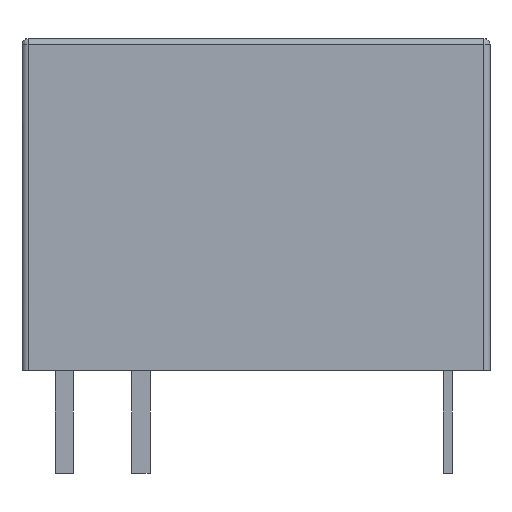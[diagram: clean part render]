
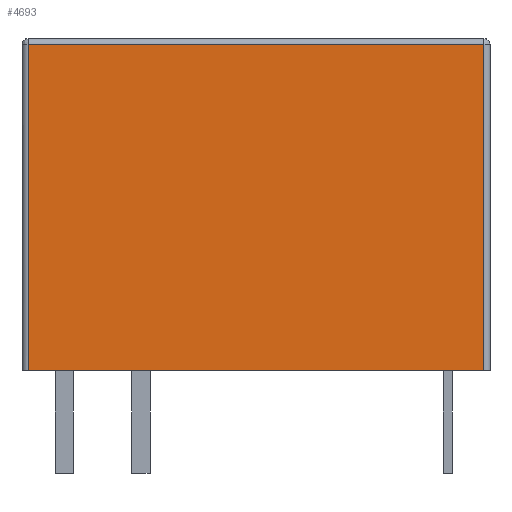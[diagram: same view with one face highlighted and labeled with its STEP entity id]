
A CAD part, front view. The second image highlights one B-rep face of the part: STEP entity #4693.
In plain terms, the highlighted planar face has unit normal (0, -1, 0).
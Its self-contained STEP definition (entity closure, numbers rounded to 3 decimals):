
#11 = DIRECTION ( 'NONE',  ( 0., 0., 1. ) ) ;
#26 = CARTESIAN_POINT ( 'NONE',  ( 7.55, -5.25, 0. ) ) ;
#219 = CARTESIAN_POINT ( 'NONE',  ( -7.55, -5.25, 0. ) ) ;
#287 = CARTESIAN_POINT ( 'NONE',  ( -7.55, -5.25, -0.2 ) ) ;
#317 = LINE ( 'NONE', #26, #2462 ) ;
#357 = CARTESIAN_POINT ( 'NONE',  ( -7.55, -5.25, -11. ) ) ;
#417 = DIRECTION ( 'NONE',  ( 0., 0., -1. ) ) ;
#436 = LINE ( 'NONE', #219, #2499 ) ;
#454 = CARTESIAN_POINT ( 'NONE',  ( 7.55, -5.25, -11. ) ) ;
#1435 = VERTEX_POINT ( 'NONE', #4363 ) ;
#1824 = DIRECTION ( 'NONE',  ( 1., 0., 0. ) ) ;
#1825 = CARTESIAN_POINT ( 'NONE',  ( 0., -5.25, -11. ) ) ;
#1903 = LINE ( 'NONE', #1825, #3063 ) ;
#1963 = ORIENTED_EDGE ( 'NONE', *, *, #5012, .T. ) ;
#1981 = ORIENTED_EDGE ( 'NONE', *, *, #3894, .T. ) ;
#2387 = DIRECTION ( 'NONE',  ( 0., -1., 0. ) ) ;
#2405 = DIRECTION ( 'NONE',  ( 0., 0., -1. ) ) ;
#2414 = CARTESIAN_POINT ( 'NONE',  ( -7.75, -5.25, 0. ) ) ;
#2432 = FACE_OUTER_BOUND ( 'NONE', #4191, .T. ) ;
#2462 = VECTOR ( 'NONE', #11, 1000. ) ;
#2499 = VECTOR ( 'NONE', #417, 1000. ) ;
#2500 = PLANE ( 'NONE',  #2680 ) ;
#2680 = AXIS2_PLACEMENT_3D ( 'NONE', #2414, #2387, #2405 ) ;
#3013 = VECTOR ( 'NONE', #3456, 1000. ) ;
#3063 = VECTOR ( 'NONE', #1824, 1000. ) ;
#3456 = DIRECTION ( 'NONE',  ( -1., 0., 0. ) ) ;
#3469 = LINE ( 'NONE', #3495, #3013 ) ;
#3495 = CARTESIAN_POINT ( 'NONE',  ( -7.75, -5.25, -0.2 ) ) ;
#3644 = VERTEX_POINT ( 'NONE', #454 ) ;
#3669 = VERTEX_POINT ( 'NONE', #287 ) ;
#3697 = VERTEX_POINT ( 'NONE', #357 ) ;
#3798 = ORIENTED_EDGE ( 'NONE', *, *, #4824, .T. ) ;
#3807 = ORIENTED_EDGE ( 'NONE', *, *, #4794, .T. ) ;
#3894 = EDGE_CURVE ( 'NONE', #3669, #3697, #436, .T. ) ;
#4191 = EDGE_LOOP ( 'NONE', ( #1981, #3798, #3807, #1963 ) ) ;
#4363 = CARTESIAN_POINT ( 'NONE',  ( 7.55, -5.25, -0.2 ) ) ;
#4693 = ADVANCED_FACE ( 'NONE', ( #2432 ), #2500, .T. ) ;
#4794 = EDGE_CURVE ( 'NONE', #3644, #1435, #317, .T. ) ;
#4824 = EDGE_CURVE ( 'NONE', #3697, #3644, #1903, .T. ) ;
#5012 = EDGE_CURVE ( 'NONE', #1435, #3669, #3469, .T. ) ;
